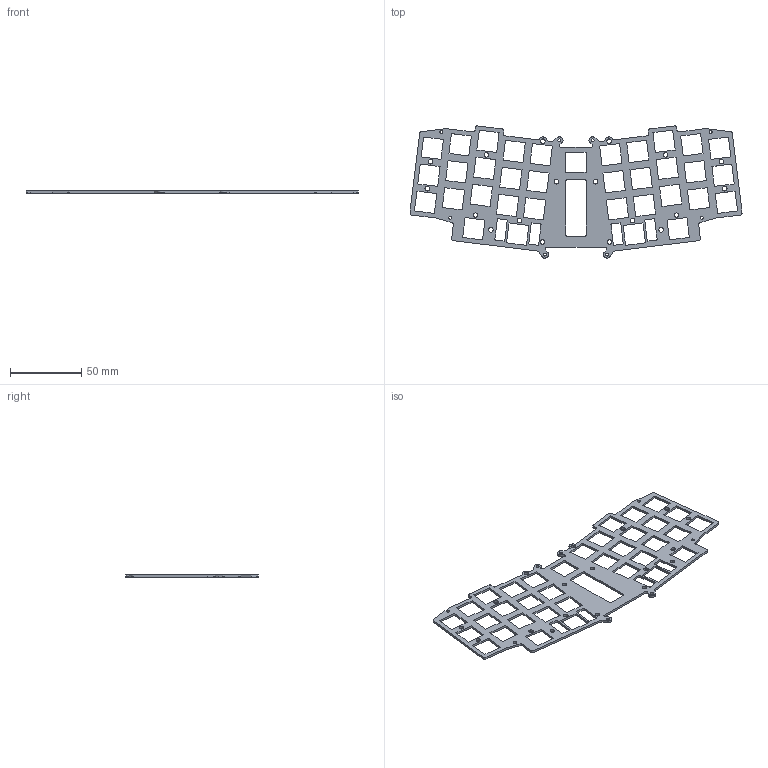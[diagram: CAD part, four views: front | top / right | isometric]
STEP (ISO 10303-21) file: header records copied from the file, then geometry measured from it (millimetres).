
FILE_DESCRIPTION(('KiCad electronic assembly'),'2;1');
FILE_NAME('le_capybara_plate.step','2023-07-18T10:23:03',('Pcbnew'),( 'Kicad'),'Open CASCADE STEP processor 7.6','KiCad to STEP converter' ,'Unknown');
FILE_SCHEMA(('AUTOMOTIVE_DESIGN { 1 0 10303 214 1 1 1 1 }'));
Length unit declared in the file: millimetre
Products named in the file (2): le_capybara_plate 1; _autosave-le_capybara_plate PCB
Assembly tree (1 placements, depth 2):
  le_capybara_plate 1
    _autosave-le_capybara_plate PCB
Bounding box: 232.26 x 92.48 x 1.59 mm (x, y, z)
Volume: 13844.8 mm3; surface area: 22421 mm2
Topology: 1 solids, 1 shells, 942 faces, 2820 edges, 1880 vertices
Faces by surface type: plane 924, cylinder 18
Full cylindrical faces by diameter (mm): 3.2 x18
Entity records: 68159 total; most frequent: CARTESIAN_POINT 11500, DIRECTION 10348, LINE 8388, VECTOR 8388, ORIENTED_EDGE 5640, PCURVE 5640, DEFINITIONAL_REPRESENTATION 5640, EDGE_CURVE 2820
